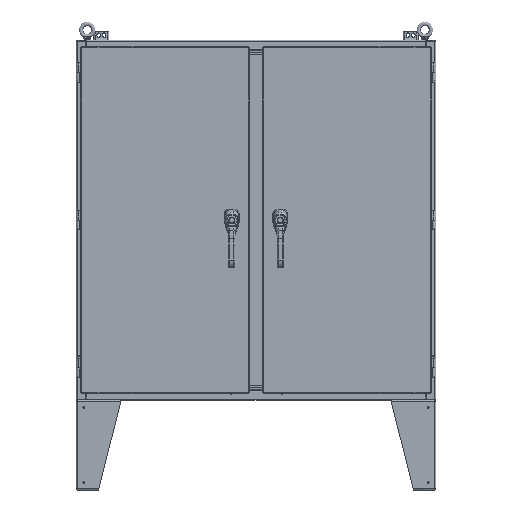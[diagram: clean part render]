
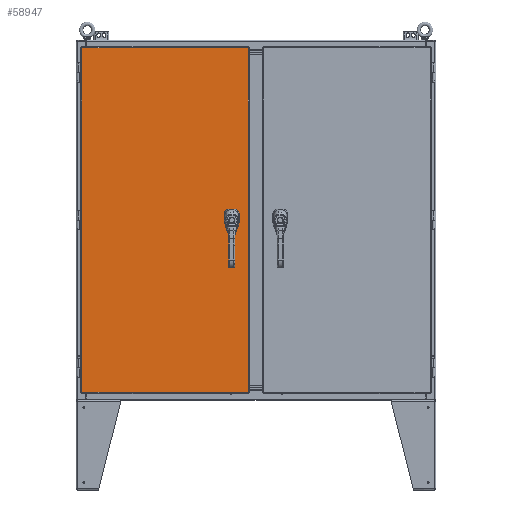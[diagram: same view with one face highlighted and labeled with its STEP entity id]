
A CAD part, front view. The second image highlights one B-rep face of the part: STEP entity #58947.
In plain terms, the highlighted planar face has unit normal (0, -1, 0).
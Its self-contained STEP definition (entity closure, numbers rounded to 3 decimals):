
#3854=LINE('',#115768,#7421);
#3855=LINE('',#115772,#7422);
#3856=LINE('',#115776,#7423);
#3857=LINE('',#115780,#7424);
#3858=LINE('',#115781,#7425);
#3859=LINE('',#115784,#7426);
#3860=LINE('',#115786,#7427);
#3861=LINE('',#115788,#7428);
#7421=VECTOR('',#72380,1000.);
#7422=VECTOR('',#72383,1000.);
#7423=VECTOR('',#72386,1000.);
#7424=VECTOR('',#72389,1000.);
#7425=VECTOR('',#72390,1000.);
#7426=VECTOR('',#72391,1000.);
#7427=VECTOR('',#72392,1000.);
#7428=VECTOR('',#72393,1000.);
#9860=CIRCLE('',#63955,3.175);
#9861=CIRCLE('',#63956,3.175);
#9862=CIRCLE('',#63957,11.252);
#9863=CIRCLE('',#63958,11.252);
#9864=CIRCLE('',#63959,11.252);
#9865=CIRCLE('',#63960,11.252);
#19337=ORIENTED_EDGE('',*,*,#32687,.T.);
#19338=ORIENTED_EDGE('',*,*,#32688,.T.);
#19339=ORIENTED_EDGE('',*,*,#32689,.F.);
#19340=ORIENTED_EDGE('',*,*,#32690,.F.);
#19341=ORIENTED_EDGE('',*,*,#32691,.F.);
#19342=ORIENTED_EDGE('',*,*,#32692,.F.);
#19343=ORIENTED_EDGE('',*,*,#32693,.F.);
#19344=ORIENTED_EDGE('',*,*,#32694,.F.);
#19345=ORIENTED_EDGE('',*,*,#32695,.F.);
#19346=ORIENTED_EDGE('',*,*,#32696,.F.);
#19347=ORIENTED_EDGE('',*,*,#32697,.T.);
#19348=ORIENTED_EDGE('',*,*,#32698,.F.);
#19349=ORIENTED_EDGE('',*,*,#32699,.F.);
#19350=ORIENTED_EDGE('',*,*,#32700,.F.);
#32687=EDGE_CURVE('',#40020,#40020,#9860,.T.);
#32688=EDGE_CURVE('',#40021,#40021,#9861,.T.);
#32689=EDGE_CURVE('',#40022,#40023,#9862,.T.);
#32690=EDGE_CURVE('',#40024,#40022,#3854,.T.);
#32691=EDGE_CURVE('',#40025,#40024,#9863,.T.);
#32692=EDGE_CURVE('',#40026,#40025,#3855,.T.);
#32693=EDGE_CURVE('',#40027,#40026,#9864,.T.);
#32694=EDGE_CURVE('',#40028,#40027,#3856,.T.);
#32695=EDGE_CURVE('',#40029,#40028,#9865,.T.);
#32696=EDGE_CURVE('',#40023,#40029,#3857,.T.);
#32697=EDGE_CURVE('',#40030,#40031,#3858,.T.);
#32698=EDGE_CURVE('',#40032,#40031,#3859,.T.);
#32699=EDGE_CURVE('',#40033,#40032,#3860,.T.);
#32700=EDGE_CURVE('',#40030,#40033,#3861,.T.);
#40020=VERTEX_POINT('',#115762);
#40021=VERTEX_POINT('',#115764);
#40022=VERTEX_POINT('',#115766);
#40023=VERTEX_POINT('',#115767);
#40024=VERTEX_POINT('',#115769);
#40025=VERTEX_POINT('',#115771);
#40026=VERTEX_POINT('',#115773);
#40027=VERTEX_POINT('',#115775);
#40028=VERTEX_POINT('',#115777);
#40029=VERTEX_POINT('',#115779);
#40030=VERTEX_POINT('',#115782);
#40031=VERTEX_POINT('',#115783);
#40032=VERTEX_POINT('',#115785);
#40033=VERTEX_POINT('',#115787);
#48220=EDGE_LOOP('',(#19337));
#48221=EDGE_LOOP('',(#19338));
#48222=EDGE_LOOP('',(#19339,#19340,#19341,#19342,#19343,#19344,#19345,#19346));
#48223=EDGE_LOOP('',(#19347,#19348,#19349,#19350));
#52850=FACE_BOUND('',#48220,.T.);
#52851=FACE_BOUND('',#48221,.T.);
#52852=FACE_BOUND('',#48222,.T.);
#52853=FACE_BOUND('',#48223,.T.);
#56312=PLANE('',#63954);
#58947=ADVANCED_FACE('',(#52850,#52851,#52852,#52853),#56312,.T.);
#63954=AXIS2_PLACEMENT_3D('',#115760,#72372,#72373);
#63955=AXIS2_PLACEMENT_3D('',#115761,#72374,#72375);
#63956=AXIS2_PLACEMENT_3D('',#115763,#72376,#72377);
#63957=AXIS2_PLACEMENT_3D('',#115765,#72378,#72379);
#63958=AXIS2_PLACEMENT_3D('',#115770,#72381,#72382);
#63959=AXIS2_PLACEMENT_3D('',#115774,#72384,#72385);
#63960=AXIS2_PLACEMENT_3D('',#115778,#72387,#72388);
#72372=DIRECTION('',(0.,-1.,0.));
#72373=DIRECTION('',(0.,0.,-1.));
#72374=DIRECTION('',(0.,1.,0.));
#72375=DIRECTION('',(1.,0.,0.));
#72376=DIRECTION('',(0.,1.,0.));
#72377=DIRECTION('',(1.,0.,0.));
#72378=DIRECTION('',(0.,-1.,0.));
#72379=DIRECTION('',(1.,0.,0.));
#72380=DIRECTION('',(-1.,0.,0.));
#72381=DIRECTION('',(0.,-1.,0.));
#72382=DIRECTION('',(1.,0.,0.));
#72383=DIRECTION('',(0.,0.,1.));
#72384=DIRECTION('',(0.,-1.,0.));
#72385=DIRECTION('',(1.,0.,0.));
#72386=DIRECTION('',(1.,0.,0.));
#72387=DIRECTION('',(0.,-1.,0.));
#72388=DIRECTION('',(1.,0.,0.));
#72389=DIRECTION('',(0.,0.,-1.));
#72390=DIRECTION('',(-1.,0.,0.));
#72391=DIRECTION('',(0.,0.,1.));
#72392=DIRECTION('',(-1.,0.,0.));
#72393=DIRECTION('',(0.,0.,-1.));
#115760=CARTESIAN_POINT('',(0.,0.,0.));
#115761=CARTESIAN_POINT('',(225.743,0.,-22.225));
#115762=CARTESIAN_POINT('',(228.918,0.,-22.225));
#115763=CARTESIAN_POINT('',(225.743,0.,22.225));
#115764=CARTESIAN_POINT('',(228.918,0.,22.225));
#115765=CARTESIAN_POINT('',(225.743,0.,0.));
#115766=CARTESIAN_POINT('',(220.775,0.,10.097));
#115767=CARTESIAN_POINT('',(215.646,0.,4.967));
#115768=CARTESIAN_POINT('',(230.71,0.,10.097));
#115769=CARTESIAN_POINT('',(230.71,0.,10.097));
#115770=CARTESIAN_POINT('',(225.743,0.,0.));
#115771=CARTESIAN_POINT('',(235.839,0.,4.967));
#115772=CARTESIAN_POINT('',(235.839,0.,-4.967));
#115773=CARTESIAN_POINT('',(235.839,0.,-4.967));
#115774=CARTESIAN_POINT('',(225.743,0.,0.));
#115775=CARTESIAN_POINT('',(230.71,0.,-10.097));
#115776=CARTESIAN_POINT('',(220.775,0.,-10.097));
#115777=CARTESIAN_POINT('',(220.775,0.,-10.097));
#115778=CARTESIAN_POINT('',(225.743,0.,0.));
#115779=CARTESIAN_POINT('',(215.646,0.,-4.967));
#115780=CARTESIAN_POINT('',(215.646,0.,4.967));
#115781=CARTESIAN_POINT('',(-282.08,0.,583.895));
#115782=CARTESIAN_POINT('',(282.08,0.,583.895));
#115783=CARTESIAN_POINT('',(-282.08,0.,583.895));
#115784=CARTESIAN_POINT('',(-282.08,0.,-583.895));
#115785=CARTESIAN_POINT('',(-282.08,0.,-583.895));
#115786=CARTESIAN_POINT('',(282.08,0.,-583.895));
#115787=CARTESIAN_POINT('',(282.08,0.,-583.895));
#115788=CARTESIAN_POINT('',(282.08,0.,583.895));
